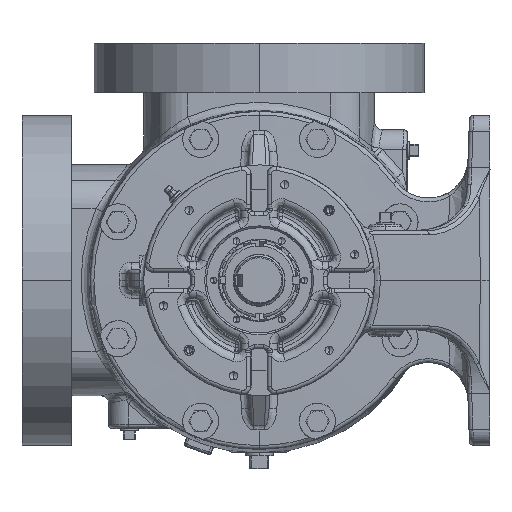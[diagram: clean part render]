
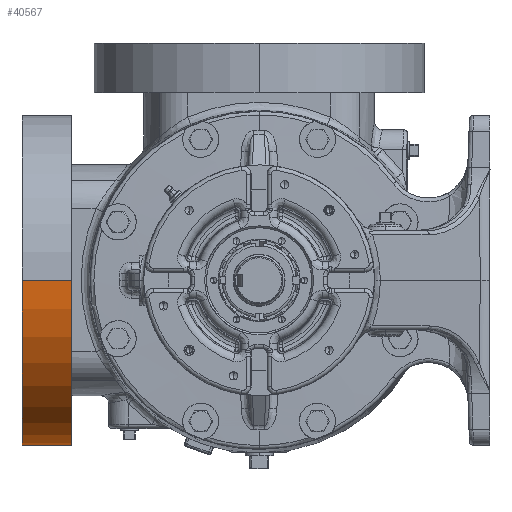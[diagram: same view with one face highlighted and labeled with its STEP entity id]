
A CAD part, left-side view. The second image highlights one B-rep face of the part: STEP entity #40567.
In plain terms, the highlighted cylindrical face has radius 127 mm (diameter 254 mm), a partial arc.
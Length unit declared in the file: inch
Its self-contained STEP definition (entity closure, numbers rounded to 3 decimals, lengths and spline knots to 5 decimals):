
#2890 = VECTOR ( 'NONE', #141643, 39.37008 ) ;
#7467 = FACE_OUTER_BOUND ( 'NONE', #94858, .T. ) ;
#14414 = CARTESIAN_POINT ( 'NONE',  ( 3.345, 5.6875, 0. ) ) ;
#23435 = VERTEX_POINT ( 'NONE', #65717 ) ;
#27406 = AXIS2_PLACEMENT_3D ( 'NONE', #92951, #177336, #240840 ) ;
#27707 = DIRECTION ( 'NONE',  ( -1., 0., 0. ) ) ;
#40567 = ADVANCED_FACE ( 'NONE', ( #7467 ), #156479, .T. ) ;
#44909 = EDGE_CURVE ( 'NONE', #221058, #130406, #249465, .T. ) ;
#45735 = CARTESIAN_POINT ( 'NONE',  ( 3.345, 7.1875, 0. ) ) ;
#65717 = CARTESIAN_POINT ( 'NONE',  ( -1.655, 5.6875, 0. ) ) ;
#70334 = CARTESIAN_POINT ( 'NONE',  ( -1.655, 4.61681, 0. ) ) ;
#74662 = ORIENTED_EDGE ( 'NONE', *, *, #199239, .F. ) ;
#83760 = VERTEX_POINT ( 'NONE', #217240 ) ;
#88361 = CARTESIAN_POINT ( 'NONE',  ( 8.345, 7.1875, 0. ) ) ;
#92951 = CARTESIAN_POINT ( 'NONE',  ( 3.345, 4.61681, 0. ) ) ;
#94858 = EDGE_LOOP ( 'NONE', ( #227701, #185909, #230275, #74662 ) ) ;
#97098 = DIRECTION ( 'NONE',  ( -1., 0., 0. ) ) ;
#129368 = CIRCLE ( 'NONE', #200043, 5. ) ;
#130406 = VERTEX_POINT ( 'NONE', #257360 ) ;
#135289 = LINE ( 'NONE', #70334, #226891 ) ;
#141643 = DIRECTION ( 'NONE',  ( 0., -1., 0. ) ) ;
#154597 = DIRECTION ( 'NONE',  ( 0., -1., 0. ) ) ;
#156479 = CYLINDRICAL_SURFACE ( 'NONE', #27406, 5. ) ;
#160945 = CIRCLE ( 'NONE', #191944, 5. ) ;
#177336 = DIRECTION ( 'NONE',  ( 0., -1., 0. ) ) ;
#185909 = ORIENTED_EDGE ( 'NONE', *, *, #44909, .T. ) ;
#191944 = AXIS2_PLACEMENT_3D ( 'NONE', #45735, #212960, #27707 ) ;
#199239 = EDGE_CURVE ( 'NONE', #83760, #23435, #135289, .T. ) ;
#200043 = AXIS2_PLACEMENT_3D ( 'NONE', #14414, #264416, #97098 ) ;
#203932 = EDGE_CURVE ( 'NONE', #23435, #130406, #129368, .T. ) ;
#211503 = EDGE_CURVE ( 'NONE', #83760, #221058, #160945, .T. ) ;
#212960 = DIRECTION ( 'NONE',  ( 0., -1., 0. ) ) ;
#217240 = CARTESIAN_POINT ( 'NONE',  ( -1.655, 7.1875, 0. ) ) ;
#221058 = VERTEX_POINT ( 'NONE', #88361 ) ;
#226891 = VECTOR ( 'NONE', #154597, 39.37008 ) ;
#227701 = ORIENTED_EDGE ( 'NONE', *, *, #211503, .T. ) ;
#230275 = ORIENTED_EDGE ( 'NONE', *, *, #203932, .F. ) ;
#240840 = DIRECTION ( 'NONE',  ( -1., 0., 0. ) ) ;
#249465 = LINE ( 'NONE', #250799, #2890 ) ;
#250799 = CARTESIAN_POINT ( 'NONE',  ( 8.345, 4.61681, 0. ) ) ;
#257360 = CARTESIAN_POINT ( 'NONE',  ( 8.345, 5.6875, 0. ) ) ;
#264416 = DIRECTION ( 'NONE',  ( 0., -1., 0. ) ) ;
